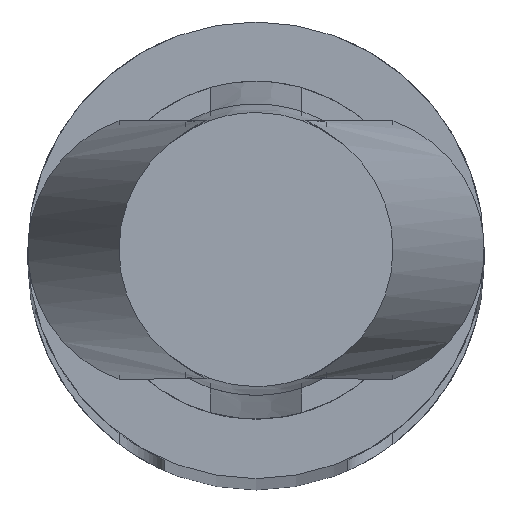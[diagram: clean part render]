
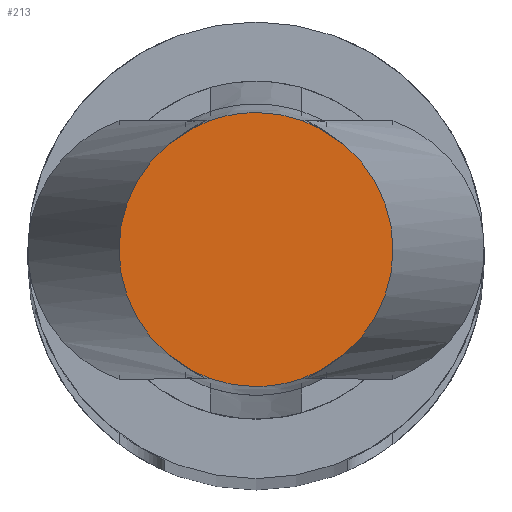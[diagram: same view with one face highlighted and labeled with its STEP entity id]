
A CAD part, top view. The second image highlights one B-rep face of the part: STEP entity #213.
In plain terms, the highlighted planar face has unit normal (0, 0, 1).
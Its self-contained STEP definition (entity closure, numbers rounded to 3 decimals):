
#213 = ADVANCED_FACE( '', ( #444 ), #445, .T. );
#444 = FACE_OUTER_BOUND( '', #783, .T. );
#445 = PLANE( '', #784 );
#783 = EDGE_LOOP( '', ( #1354, #1355, #1356, #1357, #1358, #1359, #1360, #1361 ) );
#784 = AXIS2_PLACEMENT_3D( '', #1362, #1363, #1364 );
#1354 = ORIENTED_EDGE( '', *, *, #1648, .F. );
#1355 = ORIENTED_EDGE( '', *, *, #1647, .T. );
#1356 = ORIENTED_EDGE( '', *, *, #1646, .F. );
#1357 = ORIENTED_EDGE( '', *, *, #1577, .F. );
#1358 = ORIENTED_EDGE( '', *, *, #1604, .F. );
#1359 = ORIENTED_EDGE( '', *, *, #1603, .T. );
#1360 = ORIENTED_EDGE( '', *, *, #1602, .F. );
#1361 = ORIENTED_EDGE( '', *, *, #1715, .T. );
#1362 = CARTESIAN_POINT( '', ( 0., 0., 40.5 ) );
#1363 = DIRECTION( '', ( 0., 0., 1. ) );
#1364 = DIRECTION( '', ( 1., 0., 0. ) );
#1577 = EDGE_CURVE( '', #1903, #1905, #1906, .T. );
#1602 = EDGE_CURVE( '', #1941, #1943, #1944, .T. );
#1603 = EDGE_CURVE( '', #1945, #1943, #1946, .T. );
#1604 = EDGE_CURVE( '', #1945, #1903, #1947, .T. );
#1646 = EDGE_CURVE( '', #1905, #2007, #2008, .T. );
#1647 = EDGE_CURVE( '', #2009, #2007, #2010, .T. );
#1648 = EDGE_CURVE( '', #2009, #2011, #2012, .T. );
#1715 = EDGE_CURVE( '', #1941, #2011, #2095, .F. );
#1903 = VERTEX_POINT( '', #2371 );
#1905 = VERTEX_POINT( '', #2379 );
#1906 = CIRCLE( '', #2380, 1.5 );
#1941 = VERTEX_POINT( '', #2448 );
#1943 = VERTEX_POINT( '', #2456 );
#1944 = CIRCLE( '', #2457, 1.5 );
#1945 = VERTEX_POINT( '', #2458 );
#1946 = B_SPLINE_CURVE_WITH_KNOTS( '', 2, ( #2459, #2460, #2461, #2462, #2463 ), .UNSPECIFIED., .F., .F., ( 3, 2, 3 ), ( 0., 0.5, 1. ), .UNSPECIFIED. );
#1947 = CIRCLE( '', #2464, 1.5 );
#2007 = VERTEX_POINT( '', #2572 );
#2008 = CIRCLE( '', #2573, 1.5 );
#2009 = VERTEX_POINT( '', #2574 );
#2010 = B_SPLINE_CURVE_WITH_KNOTS( '', 2, ( #2575, #2576, #2577, #2578, #2579 ), .UNSPECIFIED., .F., .F., ( 3, 2, 3 ), ( 0., 0.5, 1. ), .UNSPECIFIED. );
#2011 = VERTEX_POINT( '', #2580 );
#2012 = CIRCLE( '', #2581, 1.5 );
#2095 = CIRCLE( '', #2721, 1.5 );
#2371 = CARTESIAN_POINT( '', ( 0.525, 1.405, 40.5 ) );
#2379 = CARTESIAN_POINT( '', ( 0.525, -1.405, 40.5 ) );
#2380 = AXIS2_PLACEMENT_3D( '', #2853, #2854, #2855 );
#2448 = CARTESIAN_POINT( '', ( -0.525, 1.405, 40.5 ) );
#2456 = CARTESIAN_POINT( '', ( -0.5, 1.414, 40.5 ) );
#2457 = AXIS2_PLACEMENT_3D( '', #2872, #2873, #2874 );
#2458 = CARTESIAN_POINT( '', ( 0.5, 1.414, 40.5 ) );
#2459 = CARTESIAN_POINT( '', ( 0.5, 1.414, 40.5 ) );
#2460 = CARTESIAN_POINT( '', ( 0.258, 1.5, 40.5 ) );
#2461 = CARTESIAN_POINT( '', ( 0., 1.5, 40.5 ) );
#2462 = CARTESIAN_POINT( '', ( -0.257, 1.5, 40.5 ) );
#2463 = CARTESIAN_POINT( '', ( -0.5, 1.414, 40.5 ) );
#2464 = AXIS2_PLACEMENT_3D( '', #2875, #2876, #2877 );
#2572 = CARTESIAN_POINT( '', ( 0.5, -1.414, 40.5 ) );
#2573 = AXIS2_PLACEMENT_3D( '', #2933, #2934, #2935 );
#2574 = CARTESIAN_POINT( '', ( -0.5, -1.414, 40.5 ) );
#2575 = CARTESIAN_POINT( '', ( -0.5, -1.414, 40.5 ) );
#2576 = CARTESIAN_POINT( '', ( -0.258, -1.5, 40.5 ) );
#2577 = CARTESIAN_POINT( '', ( 0., -1.5, 40.5 ) );
#2578 = CARTESIAN_POINT( '', ( 0.257, -1.5, 40.5 ) );
#2579 = CARTESIAN_POINT( '', ( 0.5, -1.414, 40.5 ) );
#2580 = CARTESIAN_POINT( '', ( -0.525, -1.405, 40.5 ) );
#2581 = AXIS2_PLACEMENT_3D( '', #2936, #2937, #2938 );
#2721 = AXIS2_PLACEMENT_3D( '', #2999, #3000, #3001 );
#2853 = CARTESIAN_POINT( '', ( 0., 0., 40.5 ) );
#2854 = DIRECTION( '', ( 0., 0., -1. ) );
#2855 = DIRECTION( '', ( 0., 1., 0. ) );
#2872 = CARTESIAN_POINT( '', ( 0., 0., 40.5 ) );
#2873 = DIRECTION( '', ( 0., 0., -1. ) );
#2874 = DIRECTION( '', ( 0., 1., 0. ) );
#2875 = CARTESIAN_POINT( '', ( 0., 0., 40.5 ) );
#2876 = DIRECTION( '', ( 0., 0., -1. ) );
#2877 = DIRECTION( '', ( 0., 1., 0. ) );
#2933 = CARTESIAN_POINT( '', ( 0., 0., 40.5 ) );
#2934 = DIRECTION( '', ( 0., 0., -1. ) );
#2935 = DIRECTION( '', ( 0., 1., 0. ) );
#2936 = CARTESIAN_POINT( '', ( 0., 0., 40.5 ) );
#2937 = DIRECTION( '', ( 0., 0., -1. ) );
#2938 = DIRECTION( '', ( 0., 1., 0. ) );
#2999 = CARTESIAN_POINT( '', ( 0., 0., 40.5 ) );
#3000 = DIRECTION( '', ( 0., 0., -1. ) );
#3001 = DIRECTION( '', ( 1., 0., 0. ) );
